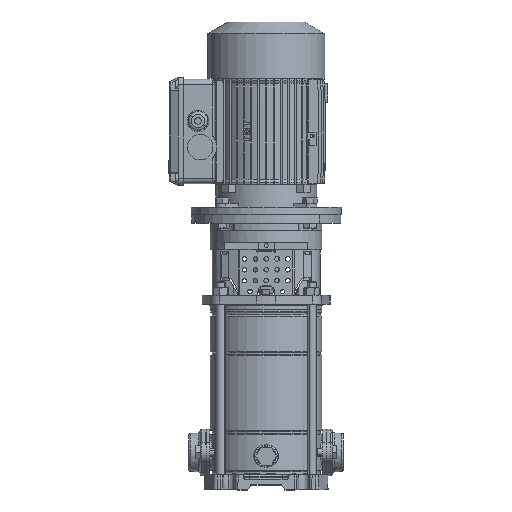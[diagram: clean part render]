
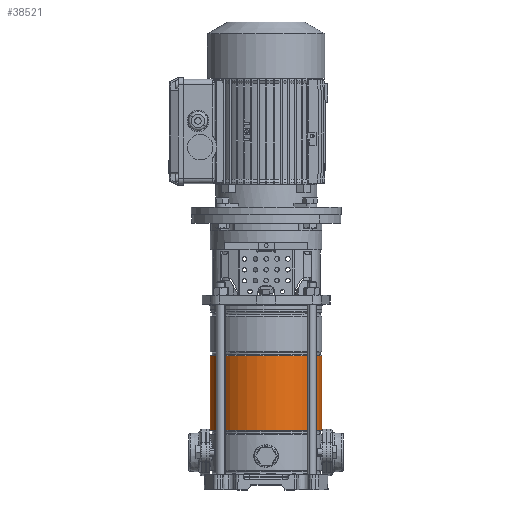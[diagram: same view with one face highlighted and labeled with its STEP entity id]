
A CAD part, top view. The second image highlights one B-rep face of the part: STEP entity #38521.
In plain terms, the highlighted cylindrical face has radius 74.4 mm (diameter 148.8 mm), a partial arc.
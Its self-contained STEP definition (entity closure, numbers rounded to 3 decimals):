
#84 = AXIS2_PLACEMENT_3D ( 'NONE', #5479, #58498, #21435 ) ;
#342 = DIRECTION ( 'NONE',  ( 0., 0., -1. ) ) ;
#2369 = EDGE_CURVE ( 'NONE', #34046, #17656, #15046, .T. ) ;
#3163 = EDGE_CURVE ( 'NONE', #34046, #31090, #21809, .T. ) ;
#5479 = CARTESIAN_POINT ( 'NONE',  ( 0., 0., 67.336 ) ) ;
#9045 = VECTOR ( 'NONE', #57309, 1000. ) ;
#13908 = ORIENTED_EDGE ( 'NONE', *, *, #31445, .T. ) ;
#15046 = LINE ( 'NONE', #36218, #9045 ) ;
#15352 = CARTESIAN_POINT ( 'NONE',  ( -74.4, 0., 0. ) ) ;
#17656 = VERTEX_POINT ( 'NONE', #51961 ) ;
#18416 = DIRECTION ( 'NONE',  ( 0., 0., -1. ) ) ;
#21435 = DIRECTION ( 'NONE',  ( -1., 0., 0. ) ) ;
#21809 = CIRCLE ( 'NONE', #60516, 74.4 ) ;
#23756 = ORIENTED_EDGE ( 'NONE', *, *, #63073, .F. ) ;
#27111 = CARTESIAN_POINT ( 'NONE',  ( -74.4, 0., 67.336 ) ) ;
#28276 = EDGE_LOOP ( 'NONE', ( #64290, #43052, #13908, #23756 ) ) ;
#30292 = DIRECTION ( 'NONE',  ( 0., 0., -1. ) ) ;
#31090 = VERTEX_POINT ( 'NONE', #68451 ) ;
#31445 = EDGE_CURVE ( 'NONE', #31090, #68020, #51768, .T. ) ;
#33264 = DIRECTION ( 'NONE',  ( -1., 0., 0. ) ) ;
#34046 = VERTEX_POINT ( 'NONE', #37810 ) ;
#36218 = CARTESIAN_POINT ( 'NONE',  ( 74.4, 0., 0. ) ) ;
#37810 = CARTESIAN_POINT ( 'NONE',  ( 74.4, 0., 166.664 ) ) ;
#38430 = CARTESIAN_POINT ( 'NONE',  ( 0., 0., 166.664 ) ) ;
#38521 = ADVANCED_FACE ( 'NONE', ( #39222 ), #49261, .T. ) ;
#39222 = FACE_OUTER_BOUND ( 'NONE', #28276, .T. ) ;
#41659 = VECTOR ( 'NONE', #30292, 1000. ) ;
#41722 = AXIS2_PLACEMENT_3D ( 'NONE', #50631, #18416, #50286 ) ;
#43052 = ORIENTED_EDGE ( 'NONE', *, *, #3163, .T. ) ;
#49261 = CYLINDRICAL_SURFACE ( 'NONE', #41722, 74.4 ) ;
#50286 = DIRECTION ( 'NONE',  ( -1., 0., 0. ) ) ;
#50631 = CARTESIAN_POINT ( 'NONE',  ( 0., 0., 0. ) ) ;
#51768 = LINE ( 'NONE', #15352, #41659 ) ;
#51961 = CARTESIAN_POINT ( 'NONE',  ( 74.4, 0., 67.336 ) ) ;
#56473 = CIRCLE ( 'NONE', #84, 74.4 ) ;
#57309 = DIRECTION ( 'NONE',  ( 0., 0., -1. ) ) ;
#58498 = DIRECTION ( 'NONE',  ( 0., 0., -1. ) ) ;
#60516 = AXIS2_PLACEMENT_3D ( 'NONE', #38430, #342, #33264 ) ;
#63073 = EDGE_CURVE ( 'NONE', #17656, #68020, #56473, .T. ) ;
#64290 = ORIENTED_EDGE ( 'NONE', *, *, #2369, .F. ) ;
#68020 = VERTEX_POINT ( 'NONE', #27111 ) ;
#68451 = CARTESIAN_POINT ( 'NONE',  ( -74.4, 0., 166.664 ) ) ;
